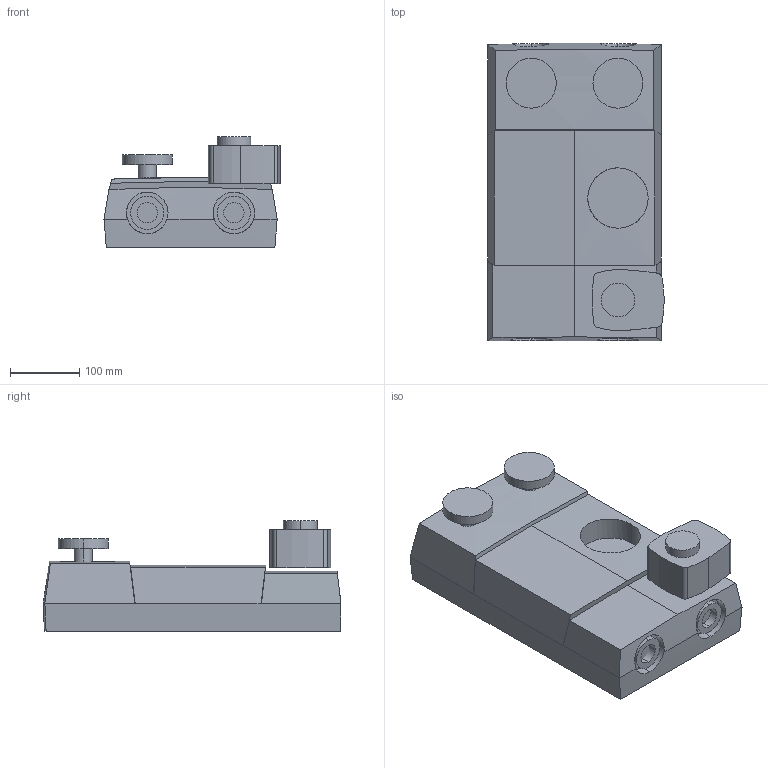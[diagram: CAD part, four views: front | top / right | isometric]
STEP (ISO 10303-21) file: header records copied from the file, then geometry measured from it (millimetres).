
FILE_DESCRIPTION (( 'STEP AP214' ), '1' );
FILE_NAME ('61242400 GRF221 DN32.STEP', '2025-09-09T10:57:34', ( '' ), ( '' ), 'SwSTEP 2.0', 'SolidWorks 2023', '' );
FILE_SCHEMA (( 'AUTOMOTIVE_DESIGN' ));
Length unit declared in the file: millimetre
Products named in the file (1): 61242400 GRF221 DN32
Bounding box: 254.1 x 429.43 x 159.75 mm (x, y, z)
Volume: 9952123.7 mm3; surface area: 499579.5 mm2
Topology: 5 solids, 5 shells, 137 faces, 350 edges, 230 vertices
Faces by surface type: cylinder 82, plane 53, torus 2
Entity records: 6322 total; most frequent: CARTESIAN_POINT 1637, DIRECTION 713, ORIENTED_EDGE 700, EDGE_CURVE 350, AXIS2_PLACEMENT_3D 273, VERTEX_POINT 230, LINE 167, VECTOR 167
